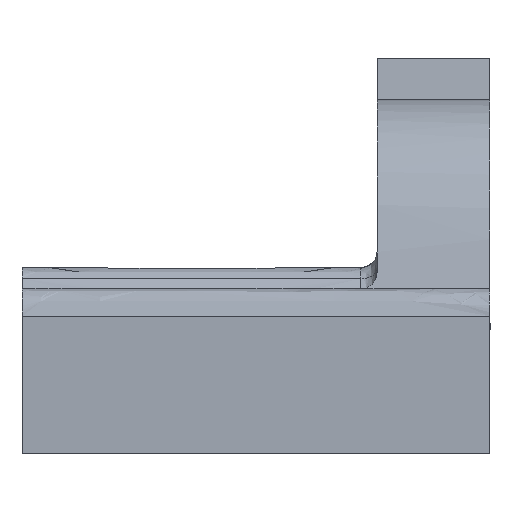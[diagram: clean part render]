
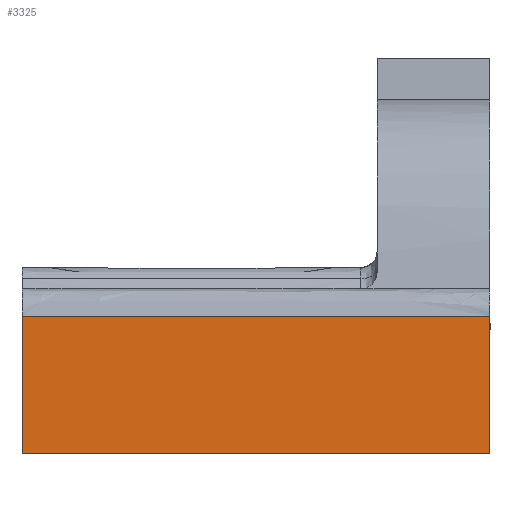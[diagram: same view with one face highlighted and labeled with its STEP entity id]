
A CAD part, left-side view. The second image highlights one B-rep face of the part: STEP entity #3325.
In plain terms, the highlighted planar face has unit normal (-1, 0, 0).
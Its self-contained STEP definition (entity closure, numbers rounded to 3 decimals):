
#28=PLANE('',#3501);
#205=FACE_OUTER_BOUND('',#359,.T.);
#359=EDGE_LOOP('',(#2551,#2552,#2553,#2554));
#723=B_SPLINE_CURVE_WITH_KNOTS('',3,(#30211,#30212,#30213,#30214),
 .UNSPECIFIED.,.F.,.F.,(4,4),(0.,5.8),
 .UNSPECIFIED.);
#927=LINE('',#30361,#1030);
#932=LINE('',#30813,#1035);
#933=LINE('',#30814,#1036);
#1030=VECTOR('',#3837,10.);
#1035=VECTOR('',#3848,10.);
#1036=VECTOR('',#3849,10.);
#1379=VERTEX_POINT('',#30196);
#1380=VERTEX_POINT('',#30210);
#1385=VERTEX_POINT('',#30360);
#1390=VERTEX_POINT('',#30812);
#1871=EDGE_CURVE('',#1379,#1380,#723,.T.);
#1878=EDGE_CURVE('',#1385,#1380,#927,.T.);
#1889=EDGE_CURVE('',#1390,#1379,#932,.T.);
#1890=EDGE_CURVE('',#1385,#1390,#933,.T.);
#2551=ORIENTED_EDGE('',*,*,#1871,.F.);
#2552=ORIENTED_EDGE('',*,*,#1889,.F.);
#2553=ORIENTED_EDGE('',*,*,#1890,.F.);
#2554=ORIENTED_EDGE('',*,*,#1878,.T.);
#3325=ADVANCED_FACE('',(#205),#28,.T.);
#3501=AXIS2_PLACEMENT_3D('',#30811,#3846,#3847);
#3837=DIRECTION('',(0.,0.,1.));
#3846=DIRECTION('center_axis',(-1.,0.,0.));
#3847=DIRECTION('ref_axis',(0.,0.,1.));
#3848=DIRECTION('',(0.,0.,1.));
#3849=DIRECTION('',(0.,1.,0.));
#30196=CARTESIAN_POINT('',(-103.,143.,6.998));
#30210=CARTESIAN_POINT('',(-103.,85.,6.998));
#30211=CARTESIAN_POINT('Ctrl Pts',(-103.,143.,6.998));
#30212=CARTESIAN_POINT('Ctrl Pts',(-103.,123.667,6.998));
#30213=CARTESIAN_POINT('Ctrl Pts',(-103.,104.333,6.998));
#30214=CARTESIAN_POINT('Ctrl Pts',(-103.,85.,6.998));
#30360=CARTESIAN_POINT('',(-103.,85.,-10.));
#30361=CARTESIAN_POINT('',(-103.,85.,-10.));
#30811=CARTESIAN_POINT('Origin',(-103.,85.,-10.));
#30812=CARTESIAN_POINT('',(-103.,143.,-10.));
#30813=CARTESIAN_POINT('',(-103.,143.,-10.));
#30814=CARTESIAN_POINT('',(-103.,85.,-10.));
